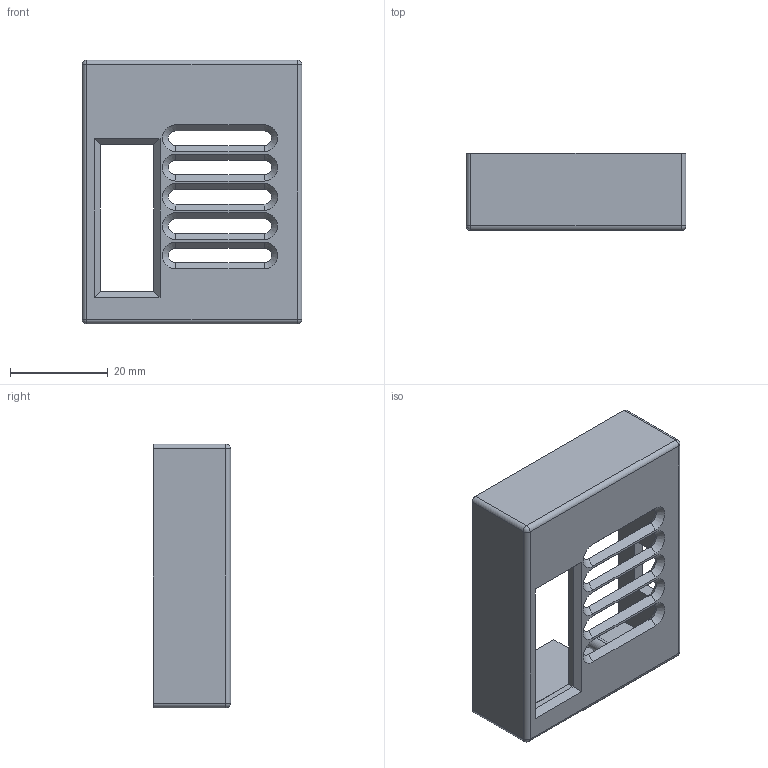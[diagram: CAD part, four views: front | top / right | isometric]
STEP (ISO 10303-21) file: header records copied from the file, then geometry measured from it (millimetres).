
FILE_DESCRIPTION (( 'STEP AP214' ), '1' );
FILE_NAME ('Pixy 2 Case Bottom.STEP', '2019-01-14T07:00:51', ( '' ), ( '' ), 'SwSTEP 2.0', 'SolidWorks 2014', '' );
FILE_SCHEMA (( 'AUTOMOTIVE_DESIGN' ));
Length unit declared in the file: millimetre
Products named in the file (1): Pixy 2 Case Bottom
Bounding box: 45 x 15.8 x 54 mm (x, y, z)
Volume: 13536.9 mm3; surface area: 9737.8 mm2
Topology: 1 solids, 1 shells, 113 faces, 272 edges, 164 vertices
Faces by surface type: plane 61, cylinder 24, cone 20, torus 4, sphere 4
Entity records: 3274 total; most frequent: DIRECTION 570, CARTESIAN_POINT 558, ORIENTED_EDGE 536, EDGE_CURVE 268, AXIS2_PLACEMENT_3D 192, LINE 186, VECTOR 186, VERTEX_POINT 164
